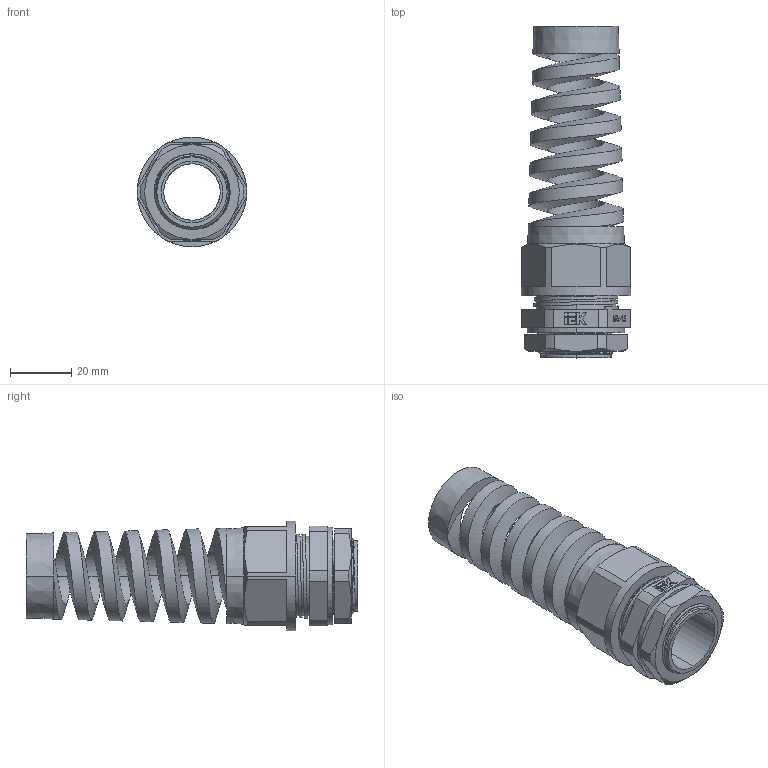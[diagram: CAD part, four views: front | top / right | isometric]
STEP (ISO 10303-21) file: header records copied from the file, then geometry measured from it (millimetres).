
FILE_DESCRIPTION (( 'STEP AP214' ), '1' );
FILE_NAME ('YSA23-16-25-68-K02 Ñàëüíèê MGR 25.STEP', '2023-10-04T10:34:21', ( '' ), ( '' ), 'SwSTEP 2.0', 'SolidWorks 2022', '' );
FILE_SCHEMA (( 'AUTOMOTIVE_DESIGN' ));
Length unit declared in the file: millimetre
Products named in the file (1): YSA23-16-25-68-K02 Сальник MGR 25
Bounding box: 35.9 x 108.76 x 35.9 mm (x, y, z)
Volume: 36817.1 mm3; surface area: 32235.9 mm2
Topology: 7 solids, 7 shells, 459 faces, 1247 edges, 823 vertices
Faces by surface type: plane 234, cylinder 102, bspline 82, cone 22, torus 19
Entity records: 34503 total; most frequent: CARTESIAN_POINT 18621, ORIENTED_EDGE 2494, DIRECTION 1839, EDGE_CURVE 1247, VERTEX_POINT 823, LINE 677, VECTOR 677, AXIS2_PLACEMENT_3D 581
